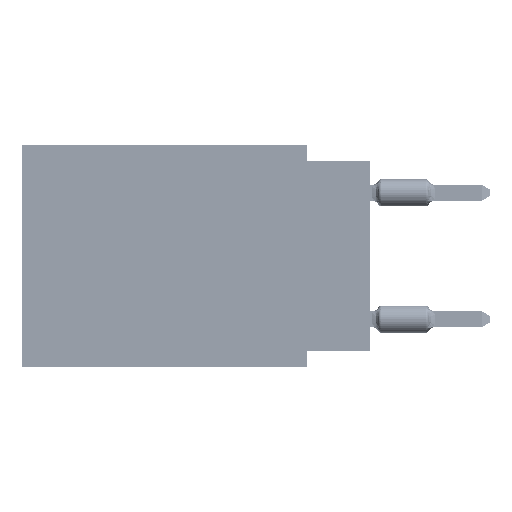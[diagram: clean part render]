
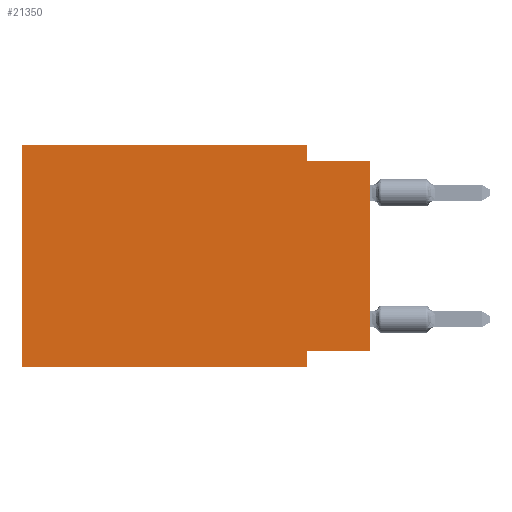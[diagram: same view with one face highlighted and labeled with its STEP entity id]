
A CAD part, left-side view. The second image highlights one B-rep face of the part: STEP entity #21350.
In plain terms, the highlighted planar face has unit normal (-1, 0, 0).
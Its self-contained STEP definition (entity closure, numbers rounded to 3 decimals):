
#1428 = DIRECTION ( 'NONE',  ( 0., -1., 0. ) ) ;
#3437 = LINE ( 'NONE', #3981, #27942 ) ;
#3501 = EDGE_CURVE ( 'NONE', #45804, #69574, #11947, .T. ) ;
#3829 = DIRECTION ( 'NONE',  ( 0., 0., -1. ) ) ;
#3981 = CARTESIAN_POINT ( 'NONE',  ( 0., 13.97, -8.89 ) ) ;
#5769 = DIRECTION ( 'NONE',  ( 1., 0., 0. ) ) ;
#8455 = VERTEX_POINT ( 'NONE', #105891 ) ;
#9784 = ORIENTED_EDGE ( 'NONE', *, *, #72922, .F. ) ;
#9938 = ORIENTED_EDGE ( 'NONE', *, *, #48977, .F. ) ;
#10019 = VERTEX_POINT ( 'NONE', #100192 ) ;
#11252 = LINE ( 'NONE', #20666, #90640 ) ;
#11947 = LINE ( 'NONE', #60248, #63670 ) ;
#12113 = DIRECTION ( 'NONE',  ( 0., 0., 1. ) ) ;
#14166 = ORIENTED_EDGE ( 'NONE', *, *, #32501, .F. ) ;
#16893 = ORIENTED_EDGE ( 'NONE', *, *, #3501, .F. ) ;
#18813 = CARTESIAN_POINT ( 'NONE',  ( 0., 2.54, -8.89 ) ) ;
#19880 = LINE ( 'NONE', #68706, #54240 ) ;
#20666 = CARTESIAN_POINT ( 'NONE',  ( 0., 0., -8.255 ) ) ;
#21350 = ADVANCED_FACE ( 'NONE', ( #90071 ), #47935, .F. ) ;
#25663 = EDGE_CURVE ( 'NONE', #38373, #45804, #67778, .T. ) ;
#27533 = CARTESIAN_POINT ( 'NONE',  ( 0., 2.54, 0. ) ) ;
#27942 = VECTOR ( 'NONE', #78858, 1000. ) ;
#28450 = DIRECTION ( 'NONE',  ( 0., 1., 0. ) ) ;
#29405 = EDGE_CURVE ( 'NONE', #38373, #55026, #3437, .T. ) ;
#32501 = EDGE_CURVE ( 'NONE', #84239, #60911, #75353, .T. ) ;
#32562 = CARTESIAN_POINT ( 'NONE',  ( 0., 13.97, 0. ) ) ;
#38373 = VERTEX_POINT ( 'NONE', #66803 ) ;
#39605 = DIRECTION ( 'NONE',  ( 0., 0., -1. ) ) ;
#45804 = VERTEX_POINT ( 'NONE', #32562 ) ;
#47935 = PLANE ( 'NONE',  #52480 ) ;
#48977 = EDGE_CURVE ( 'NONE', #8455, #55026, #94807, .T. ) ;
#51156 = VECTOR ( 'NONE', #12113, 1000. ) ;
#52480 = AXIS2_PLACEMENT_3D ( 'NONE', #105088, #5769, #39605 ) ;
#54240 = VECTOR ( 'NONE', #104179, 1000. ) ;
#54771 = VECTOR ( 'NONE', #107565, 1000. ) ;
#55026 = VERTEX_POINT ( 'NONE', #58779 ) ;
#58290 = VECTOR ( 'NONE', #3829, 1000. ) ;
#58779 = CARTESIAN_POINT ( 'NONE',  ( 0., 2.54, -8.89 ) ) ;
#60248 = CARTESIAN_POINT ( 'NONE',  ( 0., 13.97, 0. ) ) ;
#60911 = VERTEX_POINT ( 'NONE', #88161 ) ;
#62604 = LINE ( 'NONE', #96432, #51156 ) ;
#63491 = EDGE_CURVE ( 'NONE', #10019, #8455, #11252, .T. ) ;
#63670 = VECTOR ( 'NONE', #1428, 1000. ) ;
#66803 = CARTESIAN_POINT ( 'NONE',  ( 0., 13.97, -8.89 ) ) ;
#67778 = LINE ( 'NONE', #68312, #77988 ) ;
#68312 = CARTESIAN_POINT ( 'NONE',  ( 0., 13.97, 0. ) ) ;
#68706 = CARTESIAN_POINT ( 'NONE',  ( 0., 2.54, 0. ) ) ;
#69402 = ORIENTED_EDGE ( 'NONE', *, *, #105214, .T. ) ;
#69574 = VERTEX_POINT ( 'NONE', #27533 ) ;
#72922 = EDGE_CURVE ( 'NONE', #69574, #84239, #19880, .T. ) ;
#75353 = LINE ( 'NONE', #91456, #54771 ) ;
#76645 = DIRECTION ( 'NONE',  ( 0., 0., 1. ) ) ;
#77988 = VECTOR ( 'NONE', #76645, 1000. ) ;
#78858 = DIRECTION ( 'NONE',  ( 0., -1., 0. ) ) ;
#83199 = ORIENTED_EDGE ( 'NONE', *, *, #63491, .F. ) ;
#84239 = VERTEX_POINT ( 'NONE', #87528 ) ;
#87528 = CARTESIAN_POINT ( 'NONE',  ( 0., 2.54, -0.635 ) ) ;
#88161 = CARTESIAN_POINT ( 'NONE',  ( 0., 0., -0.635 ) ) ;
#90071 = FACE_OUTER_BOUND ( 'NONE', #105257, .T. ) ;
#90640 = VECTOR ( 'NONE', #28450, 1000. ) ;
#91456 = CARTESIAN_POINT ( 'NONE',  ( 0., 0., -0.635 ) ) ;
#92282 = ORIENTED_EDGE ( 'NONE', *, *, #29405, .T. ) ;
#94807 = LINE ( 'NONE', #18813, #58290 ) ;
#96432 = CARTESIAN_POINT ( 'NONE',  ( 0., 0., 0. ) ) ;
#100192 = CARTESIAN_POINT ( 'NONE',  ( 0., 0., -8.255 ) ) ;
#101032 = ORIENTED_EDGE ( 'NONE', *, *, #25663, .F. ) ;
#104179 = DIRECTION ( 'NONE',  ( 0., 0., -1. ) ) ;
#105088 = CARTESIAN_POINT ( 'NONE',  ( 0., 13.97, 0. ) ) ;
#105214 = EDGE_CURVE ( 'NONE', #10019, #60911, #62604, .T. ) ;
#105257 = EDGE_LOOP ( 'NONE', ( #69402, #14166, #9784, #16893, #101032, #92282, #9938, #83199 ) ) ;
#105891 = CARTESIAN_POINT ( 'NONE',  ( 0., 2.54, -8.255 ) ) ;
#107565 = DIRECTION ( 'NONE',  ( 0., -1., 0. ) ) ;
